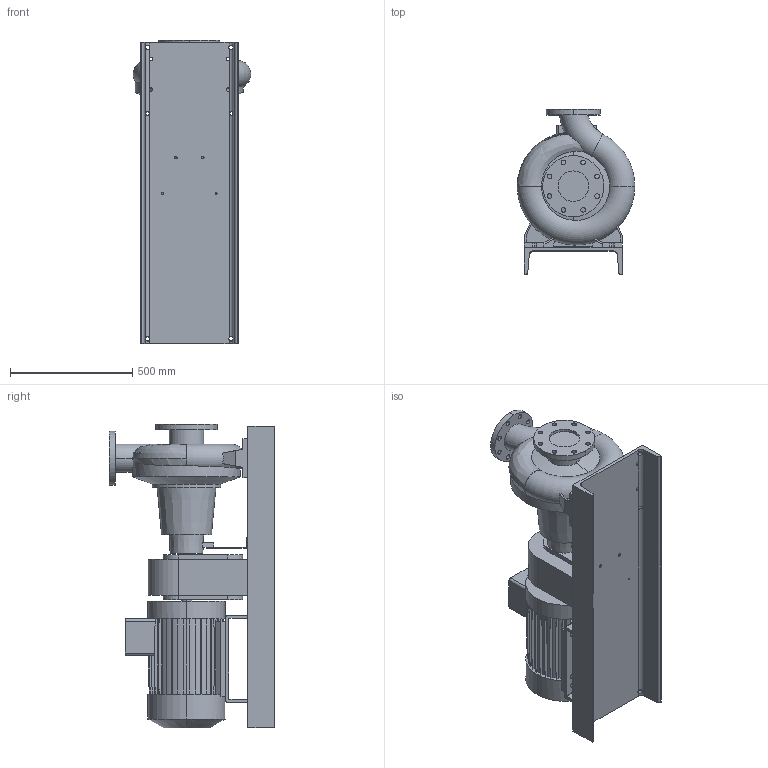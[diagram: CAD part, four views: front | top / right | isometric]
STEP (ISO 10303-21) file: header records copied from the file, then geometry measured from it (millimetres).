
FILE_DESCRIPTION (( 'STEP AP203' ), '1' );
FILE_NAME ('10018071swa00.step', '2023-07-07T12:26:37', ( '' ), ( '' ), 'SwSTEP 2.0', 'SolidWorks 2020', '' );
FILE_SCHEMA (( 'CONFIG_CONTROL_DESIGN' ));
Length unit declared in the file: millimetre
Products named in the file (5): 10012573swp00_400; 10018071swa00; 10018097swp00_MCG 15 N4 100-315 160; 10018072swp00_160M L 2-6; 10017783swp00_100-315
Assembly tree (4 placements, depth 2):
  10018071swa00
    10017783swp00_100-315
    10018097swp00_MCG 15 N4 100-315 160
    10018072swp00_160M L 2-6
    10012573swp00_400
Bounding box: 479.83 x 675 x 1241 mm (x, y, z)
Volume: 104560824.9 mm3; surface area: 4445379.5 mm2
Topology: 5 solids, 5 shells, 580 faces, 1668 edges, 1106 vertices
Faces by surface type: plane 381, cylinder 180, cone 11, torus 6, bspline 2
Entity records: 21872 total; most frequent: CARTESIAN_POINT 5759, ORIENTED_EDGE 3336, DIRECTION 3148, EDGE_CURVE 1668, LINE 1202, VECTOR 1202, VERTEX_POINT 1106, AXIS2_PLACEMENT_3D 973
